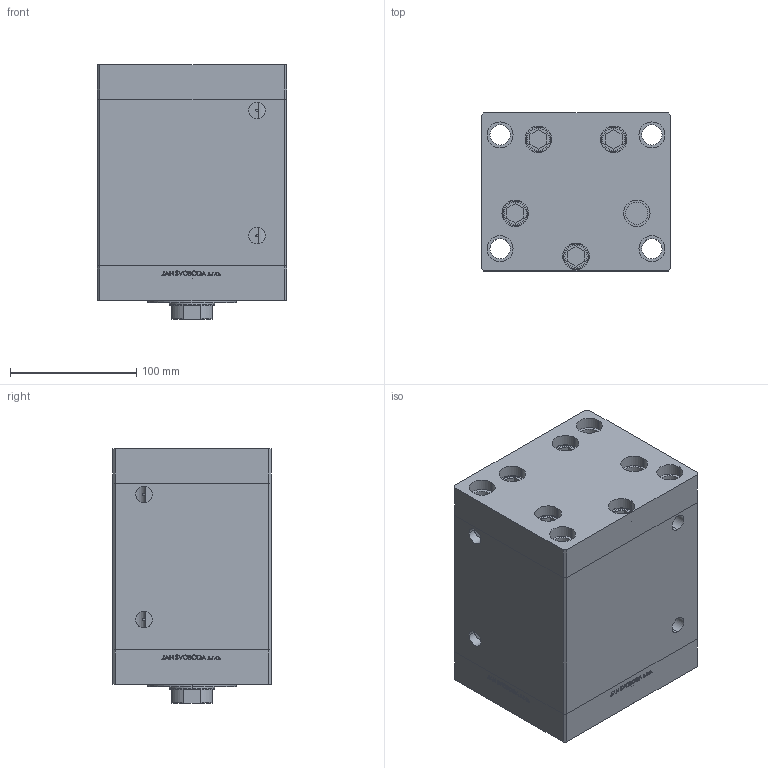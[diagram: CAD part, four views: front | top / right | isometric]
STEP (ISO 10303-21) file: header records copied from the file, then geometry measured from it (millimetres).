
FILE_DESCRIPTION (( 'STEP AP203' ), '1' );
FILE_NAME ('a02f.STEP', '2024-01-08T16:08:17', ( '' ), ( '' ), 'SwSTEP 2.0', 'SolidWorks 2019', '' );
FILE_SCHEMA (( 'CONFIG_CONTROL_DESIGN' ));
Length unit declared in the file: millimetre
Products named in the file (6): V220C FRONT 00c7270bb19958731d0e47a01b8a6592; a02f; V220C_C MIDDLE 00c7270bb19958731d0e47a01b8a6592; ALLEN BOLT 00c7270bb19958731d0e47a01b8a6592; V220C_VC_C 00c7270bb19958731d0e47a01b8a6592; V220C BACK_C 00c7270bb19958731d0e47a01b8a6592
Assembly tree (13 placements, depth 2):
  a02f
    ALLEN BOLT 00c7270bb19958731d0e47a01b8a6592  x9
    V220C_C MIDDLE 00c7270bb19958731d0e47a01b8a6592
    V220C FRONT 00c7270bb19958731d0e47a01b8a6592
    V220C_VC_C 00c7270bb19958731d0e47a01b8a6592
    V220C BACK_C 00c7270bb19958731d0e47a01b8a6592
Bounding box: 150 x 125 x 201 mm (x, y, z)
Volume: 2916102.6 mm3; surface area: 362937.5 mm2
Topology: 13 solids, 13 shells, 1186 faces, 2959 edges, 1943 vertices
Faces by surface type: plane 545, bspline 380, cylinder 179, cone 42, torus 40
Entity records: 50303 total; most frequent: CARTESIAN_POINT 27128, ORIENTED_EDGE 5178, DIRECTION 3395, EDGE_CURVE 2589, VERTEX_POINT 1719, VECTOR 1487, LINE 1487, EDGE_LOOP 1198
